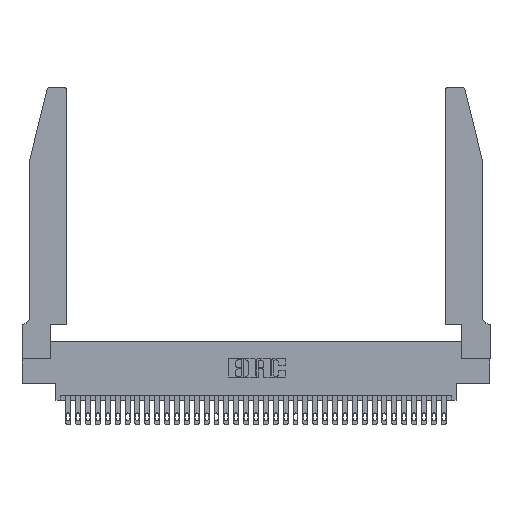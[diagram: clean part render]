
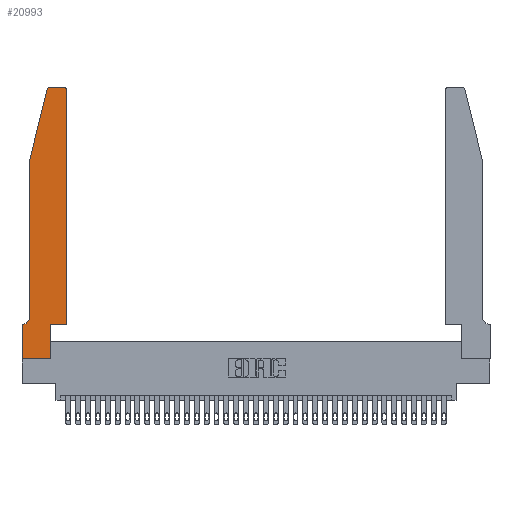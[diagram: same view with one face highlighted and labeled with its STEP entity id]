
A CAD part, top view. The second image highlights one B-rep face of the part: STEP entity #20993.
In plain terms, the highlighted planar face has unit normal (0, 0, 1).
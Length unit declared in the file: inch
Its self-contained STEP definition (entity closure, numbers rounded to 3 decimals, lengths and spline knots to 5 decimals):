
#164 = EDGE_CURVE ( 'NONE', #8372, #12301, #13344, .T. ) ;
#218 = CARTESIAN_POINT ( 'NONE',  ( 0., 0., 0.37 ) ) ;
#223 = EDGE_CURVE ( 'NONE', #21747, #7120, #25857, .T. ) ;
#400 = DIRECTION ( 'NONE',  ( 0., 0., 1. ) ) ;
#611 = CARTESIAN_POINT ( 'NONE',  ( 0.2605, 2.75, 0.37 ) ) ;
#790 = AXIS2_PLACEMENT_3D ( 'NONE', #14018, #400, #14049 ) ;
#875 = CARTESIAN_POINT ( 'NONE',  ( 0.4205, 2.72, 0.37 ) ) ;
#1266 = CARTESIAN_POINT ( 'NONE',  ( 0.284, 2.75, 0.37 ) ) ;
#1277 = DIRECTION ( 'NONE',  ( 0., 1., 0. ) ) ;
#1402 = CARTESIAN_POINT ( 'NONE',  ( 0., 0.35, 0.37 ) ) ;
#1738 = CARTESIAN_POINT ( 'NONE',  ( 0.0755, 2., 0.37 ) ) ;
#2407 = AXIS2_PLACEMENT_3D ( 'NONE', #7016, #4396, #26593 ) ;
#2986 = DIRECTION ( 'NONE',  ( -1., 0., 0. ) ) ;
#3629 = EDGE_CURVE ( 'NONE', #14450, #17311, #16107, .T. ) ;
#4047 = ORIENTED_EDGE ( 'NONE', *, *, #18819, .T. ) ;
#4396 = DIRECTION ( 'NONE',  ( 0., 0., 1. ) ) ;
#4907 = ORIENTED_EDGE ( 'NONE', *, *, #223, .T. ) ;
#5490 = CARTESIAN_POINT ( 'NONE',  ( 0., 0., 0.37 ) ) ;
#5962 = DIRECTION ( 'NONE',  ( 0., 0., 1. ) ) ;
#6118 = ORIENTED_EDGE ( 'NONE', *, *, #164, .T. ) ;
#6280 = VERTEX_POINT ( 'NONE', #23308 ) ;
#6291 = DIRECTION ( 'NONE',  ( 1., 0., 0. ) ) ;
#7016 = CARTESIAN_POINT ( 'NONE',  ( 0.284, 2.72, 0.37 ) ) ;
#7120 = VERTEX_POINT ( 'NONE', #14902 ) ;
#7214 = ORIENTED_EDGE ( 'NONE', *, *, #34888, .T. ) ;
#7411 = CARTESIAN_POINT ( 'NONE',  ( 0.4205, 2.75, 0.37 ) ) ;
#8097 = ORIENTED_EDGE ( 'NONE', *, *, #22695, .T. ) ;
#8372 = VERTEX_POINT ( 'NONE', #25302 ) ;
#8452 = DIRECTION ( 'NONE',  ( 0., -1., 0. ) ) ;
#8740 = DIRECTION ( 'NONE',  ( 1., 0., 0. ) ) ;
#8774 = EDGE_CURVE ( 'NONE', #27141, #23448, #23069, .T. ) ;
#9220 = CARTESIAN_POINT ( 'NONE',  ( 0.4505, 0.35, 0.37 ) ) ;
#9570 = FACE_OUTER_BOUND ( 'NONE', #30234, .T. ) ;
#10768 = LINE ( 'NONE', #9220, #26778 ) ;
#10837 = EDGE_CURVE ( 'NONE', #7120, #14243, #24730, .T. ) ;
#11376 = LINE ( 'NONE', #611, #16560 ) ;
#11803 = LINE ( 'NONE', #5490, #20869 ) ;
#12273 = EDGE_CURVE ( 'NONE', #14243, #27141, #10768, .T. ) ;
#12301 = VERTEX_POINT ( 'NONE', #12448 ) ;
#12448 = CARTESIAN_POINT ( 'NONE',  ( 0.0755, 0.42, 0.37 ) ) ;
#12467 = CARTESIAN_POINT ( 'NONE',  ( 0.4505, 2.72, 0.37 ) ) ;
#12572 = AXIS2_PLACEMENT_3D ( 'NONE', #17201, #25026, #27808 ) ;
#12574 = CARTESIAN_POINT ( 'NONE',  ( 0.0755, 0.35, 0.37 ) ) ;
#13344 = LINE ( 'NONE', #1738, #27624 ) ;
#13508 = ORIENTED_EDGE ( 'NONE', *, *, #3629, .T. ) ;
#14018 = CARTESIAN_POINT ( 'NONE',  ( 0., 0.35, 0.37 ) ) ;
#14049 = DIRECTION ( 'NONE',  ( 1., 0., 0. ) ) ;
#14243 = VERTEX_POINT ( 'NONE', #30426 ) ;
#14343 = CARTESIAN_POINT ( 'NONE',  ( 0., 0., 0.37 ) ) ;
#14450 = VERTEX_POINT ( 'NONE', #1266 ) ;
#14575 = DIRECTION ( 'NONE',  ( 0., 1., 0. ) ) ;
#14900 = DIRECTION ( 'NONE',  ( -0.239, -0.971, 0. ) ) ;
#14902 = CARTESIAN_POINT ( 'NONE',  ( 0.2865, 0.35, 0.37 ) ) ;
#16107 = CIRCLE ( 'NONE', #2407, 0.03 ) ;
#16560 = VECTOR ( 'NONE', #2986, 39.37008 ) ;
#16747 = VECTOR ( 'NONE', #14900, 39.37008 ) ;
#17201 = CARTESIAN_POINT ( 'NONE',  ( 0.0055, 0.42, 0.37 ) ) ;
#17227 = VERTEX_POINT ( 'NONE', #218 ) ;
#17311 = VERTEX_POINT ( 'NONE', #29914 ) ;
#17610 = LINE ( 'NONE', #20082, #16747 ) ;
#17789 = CIRCLE ( 'NONE', #12572, 0.07 ) ;
#17835 = DIRECTION ( 'NONE',  ( 1., 0., 0. ) ) ;
#18100 = VECTOR ( 'NONE', #8452, 39.37008 ) ;
#18819 = EDGE_CURVE ( 'NONE', #17227, #21747, #11803, .T. ) ;
#19358 = VECTOR ( 'NONE', #20870, 39.37008 ) ;
#19671 = ORIENTED_EDGE ( 'NONE', *, *, #12273, .T. ) ;
#20030 = CARTESIAN_POINT ( 'NONE',  ( 0.4505, 0.35, 0.37 ) ) ;
#20072 = EDGE_CURVE ( 'NONE', #23448, #14450, #11376, .T. ) ;
#20082 = CARTESIAN_POINT ( 'NONE',  ( 0.0755, 2., 0.37 ) ) ;
#20869 = VECTOR ( 'NONE', #17835, 39.37008 ) ;
#20870 = DIRECTION ( 'NONE',  ( -1., 0., 0. ) ) ;
#20993 = ADVANCED_FACE ( 'NONE', ( #9570 ), #31884, .T. ) ;
#21747 = VERTEX_POINT ( 'NONE', #31996 ) ;
#22695 = EDGE_CURVE ( 'NONE', #6280, #26648, #25861, .T. ) ;
#23069 = CIRCLE ( 'NONE', #33303, 0.03 ) ;
#23308 = CARTESIAN_POINT ( 'NONE',  ( 0.0055, 0.35, 0.37 ) ) ;
#23448 = VERTEX_POINT ( 'NONE', #7411 ) ;
#23836 = VECTOR ( 'NONE', #6291, 39.37008 ) ;
#24232 = LINE ( 'NONE', #14343, #18100 ) ;
#24730 = LINE ( 'NONE', #20030, #23836 ) ;
#25026 = DIRECTION ( 'NONE',  ( 0., 0., -1. ) ) ;
#25302 = CARTESIAN_POINT ( 'NONE',  ( 0.0755, 2., 0.37 ) ) ;
#25857 = LINE ( 'NONE', #25967, #26755 ) ;
#25861 = LINE ( 'NONE', #12574, #19358 ) ;
#25967 = CARTESIAN_POINT ( 'NONE',  ( 0.2865, 0.35, 0.37 ) ) ;
#26593 = DIRECTION ( 'NONE',  ( 1., 0., 0. ) ) ;
#26648 = VERTEX_POINT ( 'NONE', #1402 ) ;
#26755 = VECTOR ( 'NONE', #14575, 39.37008 ) ;
#26778 = VECTOR ( 'NONE', #1277, 39.37008 ) ;
#27141 = VERTEX_POINT ( 'NONE', #12467 ) ;
#27624 = VECTOR ( 'NONE', #34756, 39.37008 ) ;
#27651 = ORIENTED_EDGE ( 'NONE', *, *, #34112, .T. ) ;
#27808 = DIRECTION ( 'NONE',  ( -1., 0., 0. ) ) ;
#29781 = EDGE_CURVE ( 'NONE', #12301, #6280, #17789, .T. ) ;
#29914 = CARTESIAN_POINT ( 'NONE',  ( 0.25487, 2.72718, 0.37 ) ) ;
#30234 = EDGE_LOOP ( 'NONE', ( #34204, #13508, #7214, #6118, #35667, #8097, #27651, #4047, #4907, #35129, #19671, #35704 ) ) ;
#30426 = CARTESIAN_POINT ( 'NONE',  ( 0.4505, 0.35, 0.37 ) ) ;
#31884 = PLANE ( 'NONE',  #790 ) ;
#31996 = CARTESIAN_POINT ( 'NONE',  ( 0.2865, 0., 0.37 ) ) ;
#33303 = AXIS2_PLACEMENT_3D ( 'NONE', #875, #5962, #8740 ) ;
#34112 = EDGE_CURVE ( 'NONE', #26648, #17227, #24232, .T. ) ;
#34204 = ORIENTED_EDGE ( 'NONE', *, *, #20072, .T. ) ;
#34756 = DIRECTION ( 'NONE',  ( 0., -1., 0. ) ) ;
#34888 = EDGE_CURVE ( 'NONE', #17311, #8372, #17610, .T. ) ;
#35129 = ORIENTED_EDGE ( 'NONE', *, *, #10837, .T. ) ;
#35667 = ORIENTED_EDGE ( 'NONE', *, *, #29781, .T. ) ;
#35704 = ORIENTED_EDGE ( 'NONE', *, *, #8774, .T. ) ;
